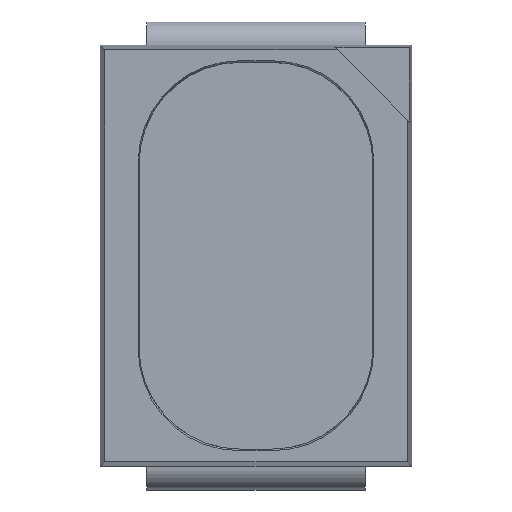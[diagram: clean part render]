
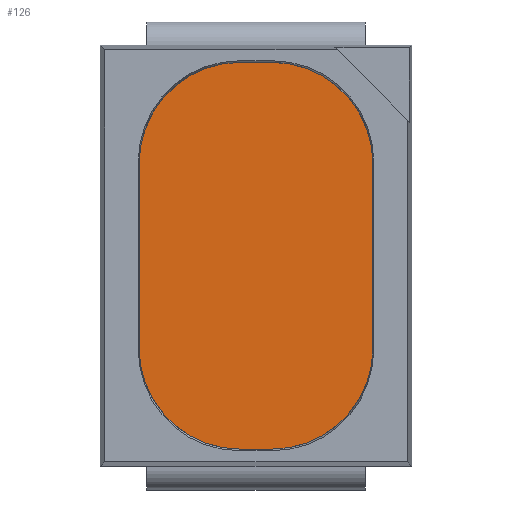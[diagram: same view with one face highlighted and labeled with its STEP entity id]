
A CAD part, top view. The second image highlights one B-rep face of the part: STEP entity #126.
In plain terms, the highlighted planar face has unit normal (0, 0, 1).
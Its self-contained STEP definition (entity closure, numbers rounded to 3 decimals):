
#126=ADVANCED_FACE('',(#265),#266,.T.);
#265=FACE_OUTER_BOUND('',#560,.T.);
#266=PLANE('',#561);
#560=EDGE_LOOP('',(#1086,#1087,#1088,#1089,#1090,#1091,#1092,#1093));
#561=AXIS2_PLACEMENT_3D('',#1094,#1095,#1096);
#1086=ORIENTED_EDGE('',*,*,#1475,.T.);
#1087=ORIENTED_EDGE('',*,*,#1452,.T.);
#1088=ORIENTED_EDGE('',*,*,#1474,.T.);
#1089=ORIENTED_EDGE('',*,*,#1472,.T.);
#1090=ORIENTED_EDGE('',*,*,#1476,.T.);
#1091=ORIENTED_EDGE('',*,*,#1477,.T.);
#1092=ORIENTED_EDGE('',*,*,#1478,.T.);
#1093=ORIENTED_EDGE('',*,*,#1479,.T.);
#1094=CARTESIAN_POINT('',(0.,0.0,-0.004));
#1095=DIRECTION('',(0.0,0.0,1.0));
#1096=DIRECTION('',(1.0,0.0,0.0));
#1452=EDGE_CURVE('',#1790,#1788,#1791,.T.);
#1472=EDGE_CURVE('',#1823,#1821,#1824,.T.);
#1474=EDGE_CURVE('',#1788,#1823,#1826,.T.);
#1475=EDGE_CURVE('',#1827,#1790,#1828,.T.);
#1476=EDGE_CURVE('',#1821,#1829,#1830,.T.);
#1477=EDGE_CURVE('',#1829,#1831,#1832,.T.);
#1478=EDGE_CURVE('',#1831,#1833,#1834,.T.);
#1479=EDGE_CURVE('',#1833,#1827,#1835,.T.);
#1788=VERTEX_POINT('',#2245);
#1790=VERTEX_POINT('',#2248);
#1791=CIRCLE('',#2249,0.65);
#1821=VERTEX_POINT('',#2342);
#1823=VERTEX_POINT('',#2345);
#1824=CIRCLE('',#2346,0.65);
#1826=LINE('',#2349,#2350);
#1827=VERTEX_POINT('',#2351);
#1828=LINE('',#2352,#2353);
#1829=VERTEX_POINT('',#2354);
#1830=LINE('',#2355,#2356);
#1831=VERTEX_POINT('',#2357);
#1832=CIRCLE('',#2358,0.65);
#1833=VERTEX_POINT('',#2359);
#1834=LINE('',#2360,#2361);
#1835=CIRCLE('',#2362,0.65);
#2245=CARTESIAN_POINT('',(-0.75,0.59,-0.004));
#2248=CARTESIAN_POINT('',(-0.1,1.24,-0.004));
#2249=AXIS2_PLACEMENT_3D('',#2617,#2618,#2619);
#2342=CARTESIAN_POINT('',(-0.1,-1.24,-0.004));
#2345=CARTESIAN_POINT('',(-0.75,-0.59,-0.004));
#2346=AXIS2_PLACEMENT_3D('',#2630,#2631,#2632);
#2349=CARTESIAN_POINT('',(-0.75,0.59,-0.004));
#2350=VECTOR('',#2634,1.18);
#2351=CARTESIAN_POINT('',(0.1,1.24,-0.004));
#2352=CARTESIAN_POINT('',(0.1,1.24,-0.004));
#2353=VECTOR('',#2635,0.2);
#2354=CARTESIAN_POINT('',(0.1,-1.24,-0.004));
#2355=CARTESIAN_POINT('',(-0.1,-1.24,-0.004));
#2356=VECTOR('',#2636,0.2);
#2357=CARTESIAN_POINT('',(0.75,-0.59,-0.004));
#2358=AXIS2_PLACEMENT_3D('',#2637,#2638,#2639);
#2359=CARTESIAN_POINT('',(0.75,0.59,-0.004));
#2360=CARTESIAN_POINT('',(0.75,-0.59,-0.004));
#2361=VECTOR('',#2640,1.18);
#2362=AXIS2_PLACEMENT_3D('',#2641,#2642,#2643);
#2617=CARTESIAN_POINT('',(-0.1,0.59,-0.004));
#2618=DIRECTION('',(0.0,-0.0,1.0));
#2619=DIRECTION('',(0.0,1.0,0.0));
#2630=CARTESIAN_POINT('',(-0.1,-0.59,-0.004));
#2631=DIRECTION('',(0.0,0.0,1.0));
#2632=DIRECTION('',(-1.0,0.0,0.0));
#2634=DIRECTION('',(0.0,-1.0,0.0));
#2635=DIRECTION('',(-1.0,0.0,0.0));
#2636=DIRECTION('',(1.0,0.0,0.0));
#2637=CARTESIAN_POINT('',(0.1,-0.59,-0.004));
#2638=DIRECTION('',(0.0,0.0,1.0));
#2639=DIRECTION('',(0.0,-1.0,0.0));
#2640=DIRECTION('',(0.0,1.0,0.0));
#2641=CARTESIAN_POINT('',(0.1,0.59,-0.004));
#2642=DIRECTION('',(0.0,0.0,1.0));
#2643=DIRECTION('',(1.0,0.0,0.0));
